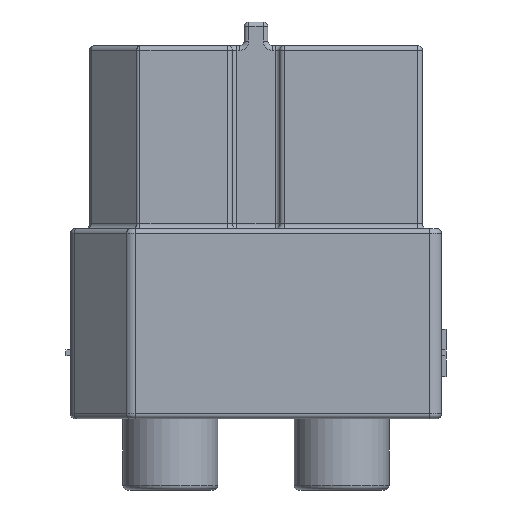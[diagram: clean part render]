
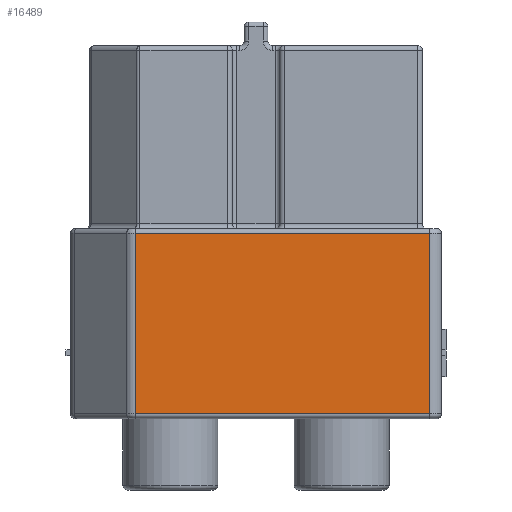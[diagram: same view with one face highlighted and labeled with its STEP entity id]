
A CAD part, front view. The second image highlights one B-rep face of the part: STEP entity #16489.
In plain terms, the highlighted planar face has unit normal (0, -1, 0).
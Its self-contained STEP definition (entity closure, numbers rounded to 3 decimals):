
#190 = DIRECTION ( 'NONE',  ( 0., 0., 1. ) ) ;
#530 = PLANE ( 'NONE',  #5603 ) ;
#1460 = DIRECTION ( 'NONE',  ( 1., 0., 0. ) ) ;
#1700 = LINE ( 'NONE', #6003, #5262 ) ;
#1826 = LINE ( 'NONE', #7515, #15230 ) ;
#2394 = VERTEX_POINT ( 'NONE', #11202 ) ;
#2934 = ORIENTED_EDGE ( 'NONE', *, *, #8782, .T. ) ;
#3069 = DIRECTION ( 'NONE',  ( 0., 1., 0. ) ) ;
#5262 = VECTOR ( 'NONE', #9197, 1000. ) ;
#5603 = AXIS2_PLACEMENT_3D ( 'NONE', #16017, #3069, #190 ) ;
#5686 = CARTESIAN_POINT ( 'NONE',  ( -5.093, -4.05, 7.8 ) ) ;
#5969 = EDGE_CURVE ( 'NONE', #12892, #17499, #16179, .T. ) ;
#6003 = CARTESIAN_POINT ( 'NONE',  ( -5.093, -4.05, 0. ) ) ;
#6681 = DIRECTION ( 'NONE',  ( -1., 0., 0. ) ) ;
#7515 = CARTESIAN_POINT ( 'NONE',  ( 7.3, -4.05, 8. ) ) ;
#8782 = EDGE_CURVE ( 'NONE', #17036, #12892, #1700, .T. ) ;
#8957 = CARTESIAN_POINT ( 'NONE',  ( 7.3, -4.05, 0.2 ) ) ;
#9053 = EDGE_CURVE ( 'NONE', #2394, #17036, #15033, .T. ) ;
#9197 = DIRECTION ( 'NONE',  ( 0., 0., -1. ) ) ;
#10187 = EDGE_LOOP ( 'NONE', ( #2934, #14694, #15077, #13005 ) ) ;
#10867 = CARTESIAN_POINT ( 'NONE',  ( -7.8, -4.05, 7.8 ) ) ;
#11004 = VECTOR ( 'NONE', #6681, 1000. ) ;
#11202 = CARTESIAN_POINT ( 'NONE',  ( 7.3, -4.05, 7.8 ) ) ;
#11808 = VECTOR ( 'NONE', #1460, 1000. ) ;
#12892 = VERTEX_POINT ( 'NONE', #18485 ) ;
#13005 = ORIENTED_EDGE ( 'NONE', *, *, #9053, .T. ) ;
#13603 = DIRECTION ( 'NONE',  ( 0., 0., 1. ) ) ;
#13610 = FACE_OUTER_BOUND ( 'NONE', #10187, .T. ) ;
#14694 = ORIENTED_EDGE ( 'NONE', *, *, #5969, .T. ) ;
#15033 = LINE ( 'NONE', #10867, #11004 ) ;
#15077 = ORIENTED_EDGE ( 'NONE', *, *, #15204, .T. ) ;
#15204 = EDGE_CURVE ( 'NONE', #17499, #2394, #1826, .T. ) ;
#15207 = CARTESIAN_POINT ( 'NONE',  ( 7.3, -4.05, 0.2 ) ) ;
#15230 = VECTOR ( 'NONE', #13603, 1000. ) ;
#16017 = CARTESIAN_POINT ( 'NONE',  ( -7.8, -4.05, 8. ) ) ;
#16179 = LINE ( 'NONE', #8957, #11808 ) ;
#16489 = ADVANCED_FACE ( 'NONE', ( #13610 ), #530, .F. ) ;
#17036 = VERTEX_POINT ( 'NONE', #5686 ) ;
#17499 = VERTEX_POINT ( 'NONE', #15207 ) ;
#18485 = CARTESIAN_POINT ( 'NONE',  ( -5.093, -4.05, 0.2 ) ) ;
